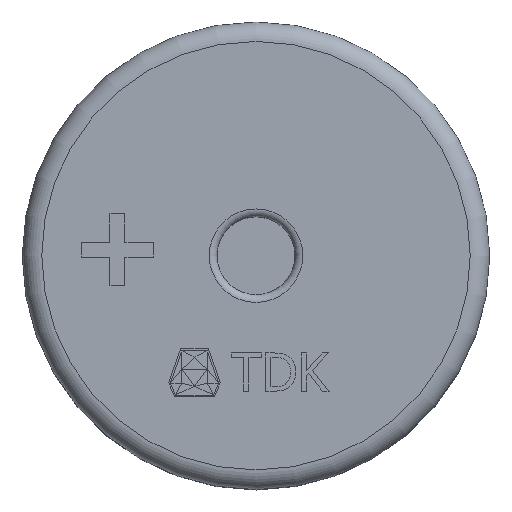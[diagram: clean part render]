
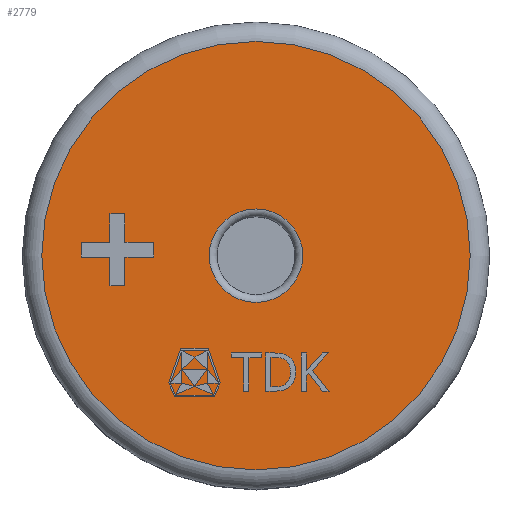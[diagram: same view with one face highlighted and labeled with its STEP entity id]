
A CAD part, top view. The second image highlights one B-rep face of the part: STEP entity #2779.
In plain terms, the highlighted planar face has unit normal (0, 0, 1).
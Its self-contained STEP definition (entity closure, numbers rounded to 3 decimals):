
#137=FACE_BOUND('',#1053,.T.);
#142=PLANE('',#3076);
#879=FACE_OUTER_BOUND('',#1052,.T.);
#1052=EDGE_LOOP('',(#1979,#1980));
#1053=EDGE_LOOP('',(#1981));
#1228=CIRCLE('',#3071,1.2);
#1232=CIRCLE('',#3077,5.5);
#1233=CIRCLE('',#3078,5.5);
#1309=VERTEX_POINT('',#4150);
#1312=VERTEX_POINT('',#4160);
#1313=VERTEX_POINT('',#4161);
#1569=EDGE_CURVE('',#1309,#1309,#1228,.T.);
#1574=EDGE_CURVE('',#1312,#1313,#1232,.T.);
#1575=EDGE_CURVE('',#1313,#1312,#1233,.T.);
#1979=ORIENTED_EDGE('',*,*,#1574,.F.);
#1980=ORIENTED_EDGE('',*,*,#1575,.F.);
#1981=ORIENTED_EDGE('',*,*,#1569,.F.);
#2779=ADVANCED_FACE('',(#879,#137),#142,.T.);
#3071=AXIS2_PLACEMENT_3D('',#4151,#3337,#3338);
#3076=AXIS2_PLACEMENT_3D('',#4159,#3348,#3349);
#3077=AXIS2_PLACEMENT_3D('',#4162,#3350,#3351);
#3078=AXIS2_PLACEMENT_3D('',#4163,#3352,#3353);
#3337=DIRECTION('center_axis',(0.,0.,1.));
#3338=DIRECTION('ref_axis',(-1.,0.,0.));
#3348=DIRECTION('center_axis',(0.,0.,1.));
#3349=DIRECTION('ref_axis',(1.,0.,0.));
#3350=DIRECTION('center_axis',(0.,0.,-1.));
#3351=DIRECTION('ref_axis',(-1.,0.,0.));
#3352=DIRECTION('center_axis',(0.,0.,-1.));
#3353=DIRECTION('ref_axis',(-1.,0.,0.));
#4150=CARTESIAN_POINT('',(1.2,0.,9.));
#4151=CARTESIAN_POINT('Origin',(0.,0.,9.));
#4159=CARTESIAN_POINT('Origin',(0.,0.,
9.));
#4160=CARTESIAN_POINT('',(5.5,0.,9.));
#4161=CARTESIAN_POINT('',(-5.5,0.,9.));
#4162=CARTESIAN_POINT('Origin',(0.,0.,9.));
#4163=CARTESIAN_POINT('Origin',(0.,0.,9.));
